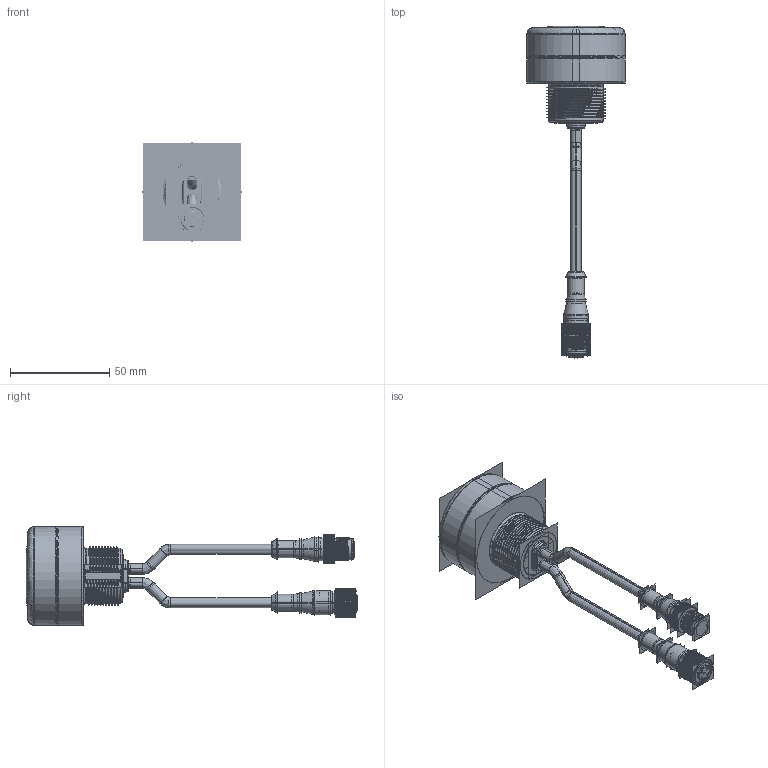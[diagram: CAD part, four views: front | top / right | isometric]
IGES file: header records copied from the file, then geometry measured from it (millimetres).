
Start section:  PTC IGES file: 222000_sm01_asm.igs
Global section: file name: 222000_sm01_asm.igs; native system: Creo Parametric by PTC Inc.; preprocessor: 2019292; author: nbanister; organization: Unknown; date: 20210318.100540; units: millimetre
Bounding box: 50 x 167.53 x 50 mm (x, y, z)
Surface area: 45108.2 mm2 (no closed solid volume)
Topology: 0 solids, 0 shells, 11516 faces, 138639 edges, 179062 vertices
Faces by surface type: bspline 8750, revolution 2766
